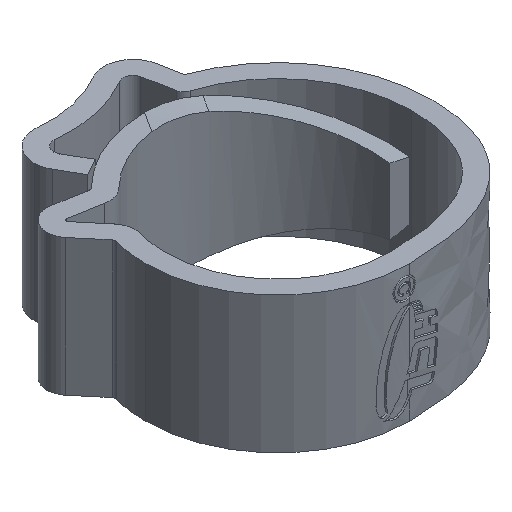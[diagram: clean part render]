
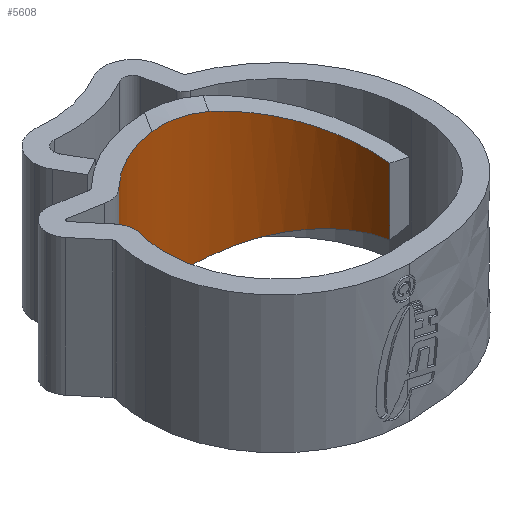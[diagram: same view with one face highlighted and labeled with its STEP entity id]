
A CAD part, isometric view. The second image highlights one B-rep face of the part: STEP entity #5608.
In plain terms, the highlighted cylindrical face has radius 5.75 mm (diameter 11.5 mm), a partial arc.
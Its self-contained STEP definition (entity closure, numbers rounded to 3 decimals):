
#326 = ORIENTED_EDGE ( 'NONE', *, *, #6062, .T. ) ;
#339 = EDGE_CURVE ( 'NONE', #2506, #6045, #7058, .T. ) ;
#357 = ORIENTED_EDGE ( 'NONE', *, *, #5830, .F. ) ;
#579 = VERTEX_POINT ( 'NONE', #5337 ) ;
#601 = CARTESIAN_POINT ( 'NONE',  ( 0., 0., -3.5 ) ) ;
#858 = ORIENTED_EDGE ( 'NONE', *, *, #339, .T. ) ;
#940 = EDGE_CURVE ( 'NONE', #6045, #4803, #6861, .T. ) ;
#947 = CARTESIAN_POINT ( 'NONE',  ( 1.898, 5.428, 3.215 ) ) ;
#962 = EDGE_CURVE ( 'NONE', #6406, #2506, #1298, .T. ) ;
#1031 = CARTESIAN_POINT ( 'NONE',  ( 1.898, 5.428, -3.215 ) ) ;
#1149 = DIRECTION ( 'NONE',  ( 0., 0., -1. ) ) ;
#1258 = CARTESIAN_POINT ( 'NONE',  ( -0.299, 5.747, 3.496 ) ) ;
#1298 =( BOUNDED_CURVE ( )  B_SPLINE_CURVE ( 3, ( #7135, #2128, #3803, #2165 ),
 .UNSPECIFIED., .F., .T. ) 
 B_SPLINE_CURVE_WITH_KNOTS ( ( 4, 4 ),
 ( 0.575, 1.809 ),
 .UNSPECIFIED. ) 
 CURVE ( )  GEOMETRIC_REPRESENTATION_ITEM ( )  RATIONAL_B_SPLINE_CURVE ( ( 1., 0.877, 0.877, 1. ) ) 
 REPRESENTATION_ITEM ( '' )  );
#1570 = CARTESIAN_POINT ( 'NONE',  ( 4.286, 4.593, -2.614 ) ) ;
#1680 = DIRECTION ( 'NONE',  ( 0., 0., 1. ) ) ;
#1852 = AXIS2_PLACEMENT_3D ( 'NONE', #7240, #1680, #4454 ) ;
#1912 = CARTESIAN_POINT ( 'NONE',  ( -0.751, 5.701, 3.5 ) ) ;
#1950 = CARTESIAN_POINT ( 'NONE',  ( -0.751, 5.701, 3.5 ) ) ;
#2078 = EDGE_CURVE ( 'NONE', #4803, #4343, #5573, .T. ) ;
#2118 = CARTESIAN_POINT ( 'NONE',  ( 1.898, 5.428, 3.215 ) ) ;
#2128 = CARTESIAN_POINT ( 'NONE',  ( 5.75, 2.53, 2.041 ) ) ;
#2165 = CARTESIAN_POINT ( 'NONE',  ( 1.898, 5.428, 3.215 ) ) ;
#2369 = DIRECTION ( 'NONE',  ( 0., 0., -1. ) ) ;
#2399 = DIRECTION ( 'NONE',  ( -1., 0., 0. ) ) ;
#2506 = VERTEX_POINT ( 'NONE', #947 ) ;
#2715 = CARTESIAN_POINT ( 'NONE',  ( 0.816, 5.696, -3.415 ) ) ;
#2743 = ORIENTED_EDGE ( 'NONE', *, *, #6355, .T. ) ;
#2948 = CARTESIAN_POINT ( 'NONE',  ( 0., 0., 3.5 ) ) ;
#3016 = CARTESIAN_POINT ( 'NONE',  ( -0.525, 5.73, 3.5 ) ) ;
#3056 = ORIENTED_EDGE ( 'NONE', *, *, #5107, .F. ) ;
#3169 = CARTESIAN_POINT ( 'NONE',  ( -4.066, 4.066, -3.5 ) ) ;
#3213 = VECTOR ( 'NONE', #2369, 1000. ) ;
#3259 = ORIENTED_EDGE ( 'NONE', *, *, #2078, .T. ) ;
#3489 = CARTESIAN_POINT ( 'NONE',  ( 0.381, 5.742, 3.459 ) ) ;
#3571 = AXIS2_PLACEMENT_3D ( 'NONE', #601, #3832, #4996 ) ;
#3770 = CARTESIAN_POINT ( 'NONE',  ( -0.3, 5.76, -3.5 ) ) ;
#3803 = CARTESIAN_POINT ( 'NONE',  ( 4.286, 4.593, 2.614 ) ) ;
#3832 = DIRECTION ( 'NONE',  ( 0., 0., 1. ) ) ;
#3919 = CARTESIAN_POINT ( 'NONE',  ( 5.75, 0., 3.5 ) ) ;
#4031 = DIRECTION ( 'NONE',  ( 0., 0., -1. ) ) ;
#4111 = EDGE_LOOP ( 'NONE', ( #3056, #326, #2743, #357, #4817, #858, #6783, #3259 ) ) ;
#4343 = VERTEX_POINT ( 'NONE', #3169 ) ;
#4385 = CARTESIAN_POINT ( 'NONE',  ( -0.751, 5.701, -3.5 ) ) ;
#4454 = DIRECTION ( 'NONE',  ( 1., 0., 0. ) ) ;
#4575 = CARTESIAN_POINT ( 'NONE',  ( 0.153, 5.752, 3.475 ) ) ;
#4589 = CARTESIAN_POINT ( 'NONE',  ( -4.066, 4.066, 3.5 ) ) ;
#4737 = VECTOR ( 'NONE', #1149, 1000. ) ;
#4803 = VERTEX_POINT ( 'NONE', #4589 ) ;
#4817 = ORIENTED_EDGE ( 'NONE', *, *, #962, .T. ) ;
#4894 = CARTESIAN_POINT ( 'NONE',  ( 5.75, 0., 1.705 ) ) ;
#4901 = CARTESIAN_POINT ( 'NONE',  ( 1.689, 5.501, -3.267 ) ) ;
#4934 = CARTESIAN_POINT ( 'NONE',  ( 1.476, 5.562, -3.311 ) ) ;
#4996 = DIRECTION ( 'NONE',  ( 1., 0., 0. ) ) ;
#5066 =( BOUNDED_CURVE ( )  B_SPLINE_CURVE ( 3, ( #6056, #1570, #6537, #5502 ),
 .UNSPECIFIED., .F., .F. ) 
 B_SPLINE_CURVE_WITH_KNOTS ( ( 4, 4 ),
 ( 1.333, 2.567 ),
 .UNSPECIFIED. ) 
 CURVE ( )  GEOMETRIC_REPRESENTATION_ITEM ( )  RATIONAL_B_SPLINE_CURVE ( ( 1., 0.877, 0.877, 1. ) ) 
 REPRESENTATION_ITEM ( '' )  );
#5081 = CIRCLE ( 'NONE', #3571, 5.75 ) ;
#5107 = EDGE_CURVE ( 'NONE', #5961, #4343, #5081, .T. ) ;
#5151 = LINE ( 'NONE', #3919, #4737 ) ;
#5192 = AXIS2_PLACEMENT_3D ( 'NONE', #2948, #4031, #2399 ) ;
#5228 = CARTESIAN_POINT ( 'NONE',  ( 1.049, 5.671, 3.391 ) ) ;
#5337 = CARTESIAN_POINT ( 'NONE',  ( 5.75, 0., -1.705 ) ) ;
#5405 = CARTESIAN_POINT ( 'NONE',  ( 0.148, 5.766, -3.482 ) ) ;
#5419 = B_SPLINE_CURVE_WITH_KNOTS ( 'NONE', 3,
 ( #4385, #3770, #5405, #2715, #6098, #4934, #4901, #1031 ),
 .UNSPECIFIED., .F., .F.,
 ( 4, 2, 2, 4 ),
 ( 0., 0.001, 0.002, 0.003 ),
 .UNSPECIFIED. ) ;
#5502 = CARTESIAN_POINT ( 'NONE',  ( 5.75, 0., -1.705 ) ) ;
#5573 = LINE ( 'NONE', #5638, #3213 ) ;
#5608 = ADVANCED_FACE ( 'NONE', ( #6255 ), #6879, .F. ) ;
#5638 = CARTESIAN_POINT ( 'NONE',  ( -4.066, 4.066, 3.5 ) ) ;
#5830 = EDGE_CURVE ( 'NONE', #6406, #579, #5151, .T. ) ;
#5961 = VERTEX_POINT ( 'NONE', #6695 ) ;
#6045 = VERTEX_POINT ( 'NONE', #1950 ) ;
#6056 = CARTESIAN_POINT ( 'NONE',  ( 1.898, 5.428, -3.215 ) ) ;
#6062 = EDGE_CURVE ( 'NONE', #5961, #6441, #5419, .T. ) ;
#6098 = CARTESIAN_POINT ( 'NONE',  ( 1.04, 5.66, -3.385 ) ) ;
#6255 = FACE_OUTER_BOUND ( 'NONE', #4111, .T. ) ;
#6321 = CARTESIAN_POINT ( 'NONE',  ( 1.48, 5.574, 3.32 ) ) ;
#6355 = EDGE_CURVE ( 'NONE', #6441, #579, #5066, .T. ) ;
#6406 = VERTEX_POINT ( 'NONE', #4894 ) ;
#6441 = VERTEX_POINT ( 'NONE', #6569 ) ;
#6537 = CARTESIAN_POINT ( 'NONE',  ( 5.75, 2.53, -2.041 ) ) ;
#6569 = CARTESIAN_POINT ( 'NONE',  ( 1.898, 5.428, -3.215 ) ) ;
#6695 = CARTESIAN_POINT ( 'NONE',  ( -0.751, 5.701, -3.5 ) ) ;
#6783 = ORIENTED_EDGE ( 'NONE', *, *, #940, .T. ) ;
#6861 = CIRCLE ( 'NONE', #1852, 5.75 ) ;
#6879 = CYLINDRICAL_SURFACE ( 'NONE', #5192, 5.75 ) ;
#7058 = B_SPLINE_CURVE_WITH_KNOTS ( 'NONE', 3,
 ( #2118, #6321, #5228, #3489, #4575, #1258, #3016, #1912 ),
 .UNSPECIFIED., .F., .F.,
 ( 4, 2, 2, 4 ),
 ( 0., 0.001, 0.002, 0.003 ),
 .UNSPECIFIED. ) ;
#7135 = CARTESIAN_POINT ( 'NONE',  ( 5.75, 0., 1.705 ) ) ;
#7240 = CARTESIAN_POINT ( 'NONE',  ( 0., 0., 3.5 ) ) ;
